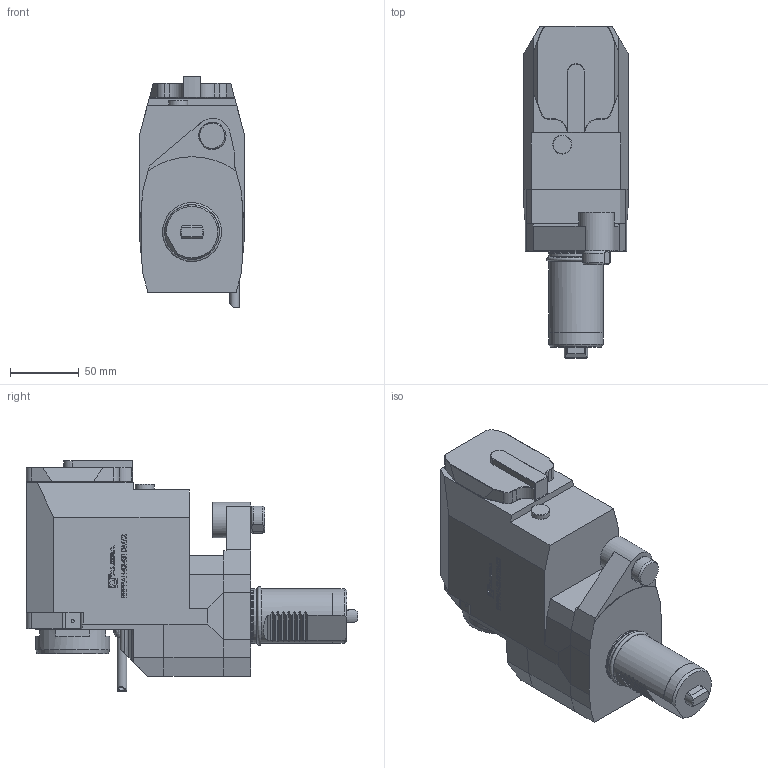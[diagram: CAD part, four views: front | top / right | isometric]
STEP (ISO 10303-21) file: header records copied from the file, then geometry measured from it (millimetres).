
FILE_DESCRIPTION (( 'STEP AP214' ), '1' );
FILE_NAME ('RRPPAH40I431DMZ2.STEP', '2025-11-22T09:42:42', ( '' ), ( '' ), 'SwSTEP 2.0', 'SolidWorks 2023', '' );
FILE_SCHEMA (( 'AUTOMOTIVE_DESIGN' ));
Length unit declared in the file: millimetre
Products named in the file (1): RRPPAH40I431DMZ2
Bounding box: 76 x 242 x 168.5 mm (x, y, z)
Volume: 1508457.9 mm3; surface area: 103770.1 mm2
Topology: 2 solids, 3 shells, 619 faces, 1614 edges, 1061 vertices
Faces by surface type: plane 421, cylinder 92, bspline 67, cone 31, torus 7, sphere 1
Full cylindrical faces by diameter (mm): 1.7 x1, 2.1 x1, 4 x1, 5 x2, 6 x1, 6.366 x1, 7 x1, 12 x1, 13.8 x1, 15 x1, 26 x1, 36 x1, 39.6 x1, 40 x2, 54 x1
Entity records: 27029 total; most frequent: CARTESIAN_POINT 9075, ORIENTED_EDGE 3130, DIRECTION 2624, EDGE_CURVE 1565, VECTOR 1126, LINE 1126, VERTEX_POINT 1044, AXIS2_PLACEMENT_3D 749
